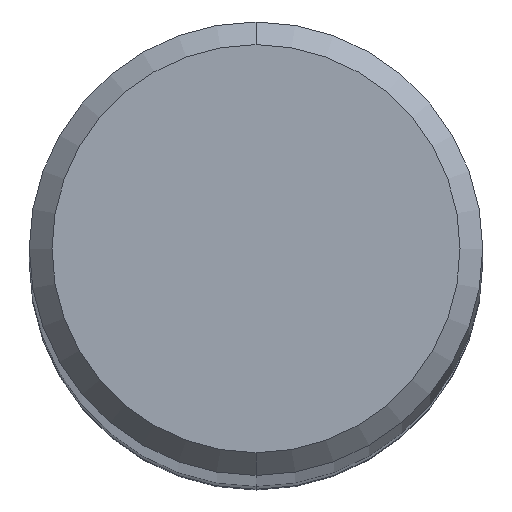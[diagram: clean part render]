
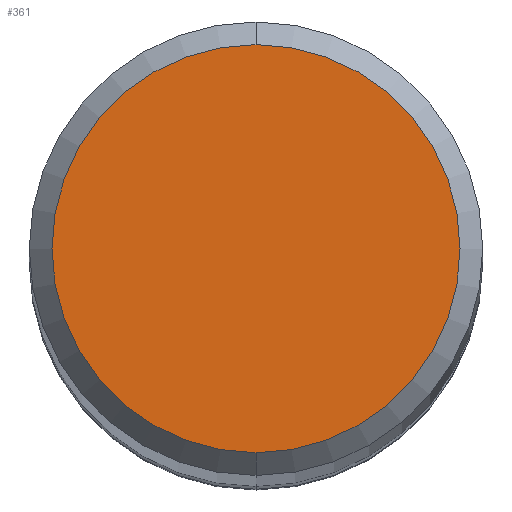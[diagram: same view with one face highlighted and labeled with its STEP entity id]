
A CAD part, top view. The second image highlights one B-rep face of the part: STEP entity #361.
In plain terms, the highlighted planar face has unit normal (0, 0, 1).
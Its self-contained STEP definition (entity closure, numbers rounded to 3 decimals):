
#361=ADVANCED_FACE('',(#760),#761,.T.);
#383=VERTEX_POINT('',#784);
#489=EDGE_CURVE('',#527,#383,#903,.T.);
#527=VERTEX_POINT('',#945);
#547=EDGE_CURVE('',#383,#527,#968,.T.);
#760=FACE_OUTER_BOUND('',#1339,.T.);
#761=PLANE('',#1340);
#784=CARTESIAN_POINT('',(0.0,3.6,0.0));
#903=CIRCLE('',#1622,3.6);
#945=CARTESIAN_POINT('',(0.,-3.6,0.0));
#968=CIRCLE('',#1723,3.6);
#1339=EDGE_LOOP('',(#1936,#1937));
#1340=AXIS2_PLACEMENT_3D('',#1938,#1939,#1940);
#1622=AXIS2_PLACEMENT_3D('',#2103,#2104,#2105);
#1723=AXIS2_PLACEMENT_3D('',#2185,#2186,#2187);
#1936=ORIENTED_EDGE('',*,*,#547,.F.);
#1937=ORIENTED_EDGE('',*,*,#489,.F.);
#1938=CARTESIAN_POINT('',(0.0,1.8,0.0));
#1939=DIRECTION('',(-0.0,0.0,1.0));
#1940=DIRECTION('',(0.0,-1.0,0.0));
#2103=CARTESIAN_POINT('',(0.0,0.0,0.0));
#2104=DIRECTION('',(0.0,0.0,-1.0));
#2105=DIRECTION('',(0.0,1.0,0.0));
#2185=CARTESIAN_POINT('',(0.0,0.0,0.0));
#2186=DIRECTION('',(0.0,0.0,-1.0));
#2187=DIRECTION('',(0.0,1.0,0.0));
